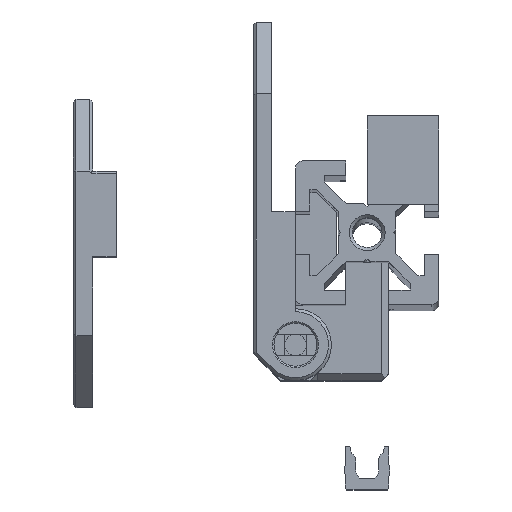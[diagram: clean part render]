
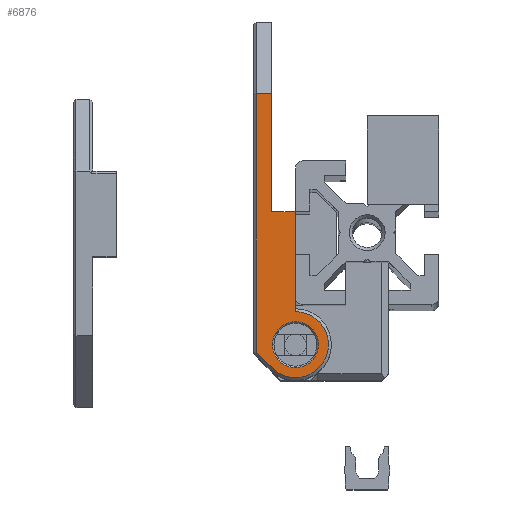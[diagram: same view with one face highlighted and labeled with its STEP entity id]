
A CAD part, top view. The second image highlights one B-rep face of the part: STEP entity #6876.
In plain terms, the highlighted planar face has unit normal (0, 0, 1).
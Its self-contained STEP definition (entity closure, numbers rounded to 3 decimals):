
#245=FACE_BOUND('',#924,.T.);
#258=PLANE('',#7314);
#553=FACE_OUTER_BOUND('',#923,.T.);
#923=EDGE_LOOP('',(#4771,#4772,#4773,#4774,#4775,#4776,#4777));
#924=EDGE_LOOP('',(#4778));
#1306=LINE('',#9943,#2087);
#1307=LINE('',#9945,#2088);
#1308=LINE('',#9947,#2089);
#1309=LINE('',#9949,#2090);
#1310=LINE('',#9951,#2091);
#1311=LINE('',#9953,#2092);
#2087=VECTOR('',#7937,10.);
#2088=VECTOR('',#7938,10.);
#2089=VECTOR('',#7939,10.);
#2090=VECTOR('',#7940,10.);
#2091=VECTOR('',#7941,10.);
#2092=VECTOR('',#7942,10.);
#2867=CIRCLE('',#7312,3.2);
#2869=CIRCLE('',#7315,4.6);
#3032=VERTEX_POINT('',#9935);
#3034=VERTEX_POINT('',#9941);
#3035=VERTEX_POINT('',#9942);
#3036=VERTEX_POINT('',#9944);
#3037=VERTEX_POINT('',#9946);
#3038=VERTEX_POINT('',#9948);
#3039=VERTEX_POINT('',#9950);
#3040=VERTEX_POINT('',#9952);
#3715=EDGE_CURVE('',#3032,#3032,#2867,.T.);
#3718=EDGE_CURVE('',#3034,#3035,#1306,.T.);
#3719=EDGE_CURVE('',#3036,#3035,#1307,.T.);
#3720=EDGE_CURVE('',#3037,#3036,#1308,.T.);
#3721=EDGE_CURVE('',#3038,#3037,#1309,.T.);
#3722=EDGE_CURVE('',#3039,#3038,#1310,.T.);
#3723=EDGE_CURVE('',#3040,#3039,#1311,.T.);
#3724=EDGE_CURVE('',#3034,#3040,#2869,.T.);
#4771=ORIENTED_EDGE('',*,*,#3718,.T.);
#4772=ORIENTED_EDGE('',*,*,#3719,.F.);
#4773=ORIENTED_EDGE('',*,*,#3720,.F.);
#4774=ORIENTED_EDGE('',*,*,#3721,.F.);
#4775=ORIENTED_EDGE('',*,*,#3722,.F.);
#4776=ORIENTED_EDGE('',*,*,#3723,.F.);
#4777=ORIENTED_EDGE('',*,*,#3724,.F.);
#4778=ORIENTED_EDGE('',*,*,#3715,.F.);
#6876=ADVANCED_FACE('',(#553,#245),#258,.T.);
#7312=AXIS2_PLACEMENT_3D('',#9936,#7930,#7931);
#7314=AXIS2_PLACEMENT_3D('',#9940,#7935,#7936);
#7315=AXIS2_PLACEMENT_3D('',#9954,#7943,#7944);
#7930=DIRECTION('center_axis',(0.,0.,1.));
#7931=DIRECTION('ref_axis',(-1.,0.,0.));
#7935=DIRECTION('center_axis',(0.,0.,1.));
#7936=DIRECTION('ref_axis',(0.,1.,0.));
#7937=DIRECTION('',(0.,1.,0.));
#7938=DIRECTION('',(1.,0.,0.));
#7939=DIRECTION('',(0.,-1.,0.));
#7940=DIRECTION('',(1.,0.,0.));
#7941=DIRECTION('',(0.,1.,0.));
#7942=DIRECTION('',(-0.707,0.707,0.));
#7943=DIRECTION('center_axis',(0.,0.,-1.));
#7944=DIRECTION('ref_axis',(1.,0.,0.));
#9935=CARTESIAN_POINT('',(-6.8,-15.,-63.638));
#9936=CARTESIAN_POINT('Origin',(-10.,-15.,-63.638));
#9940=CARTESIAN_POINT('Origin',(-10.,-9.,-63.638));
#9941=CARTESIAN_POINT('',(-10.,-10.4,-63.638));
#9942=CARTESIAN_POINT('',(-10.,3.5,-63.638));
#9943=CARTESIAN_POINT('',(-10.,-10.,-63.638));
#9944=CARTESIAN_POINT('',(-13.34,3.5,-63.638));
#9945=CARTESIAN_POINT('',(-10.,3.5,-63.638));
#9946=CARTESIAN_POINT('',(-13.34,20.,-63.638));
#9947=CARTESIAN_POINT('',(-13.34,-10.,-63.638));
#9948=CARTESIAN_POINT('',(-15.44,20.,-63.638));
#9949=CARTESIAN_POINT('',(-13.17,20.,-63.638));
#9950=CARTESIAN_POINT('',(-15.44,-16.065,-63.638));
#9951=CARTESIAN_POINT('',(-15.44,1.211,-63.638));
#9952=CARTESIAN_POINT('',(-13.253,-18.253,-63.638));
#9953=CARTESIAN_POINT('',(-14.753,-16.753,-63.638));
#9954=CARTESIAN_POINT('Origin',(-10.,-15.,-63.638));
